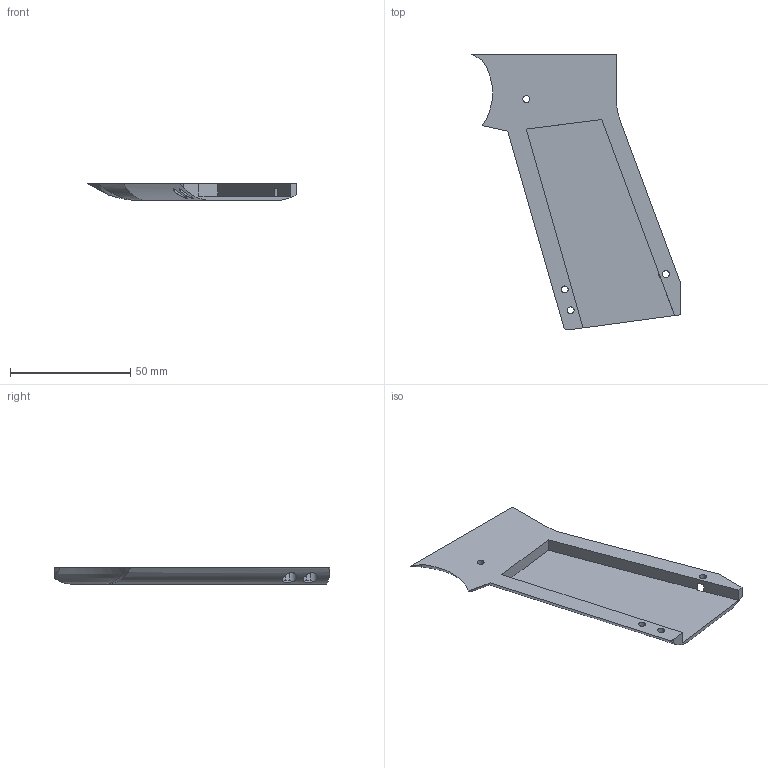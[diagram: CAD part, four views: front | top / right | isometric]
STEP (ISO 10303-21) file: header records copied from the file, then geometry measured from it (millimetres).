
FILE_DESCRIPTION(/* description */ (''),/* implementation_level */ '2;1');
FILE_NAME(/* name */ 'shirdalgripscaleleft v10.step',/* time_stamp */ '2022-11-20T14:57:37-05:00',/* author */ (''),/* organization */ (''),/* preprocessor_version */ 'ST-DEVELOPER v19.2',/* originating_system */ 'Autodesk Translation Framework v11.17.0.187',/* authorisation */ '');
FILE_SCHEMA (('AUTOMOTIVE_DESIGN { 1 0 10303 214 3 1 1 }'));
Length unit declared in the file: millimetre
Products named in the file (1): shirdalgripscaleleft
Bounding box: 86.68 x 114.55 x 7 mm (x, y, z)
Volume: 17684.1 mm3; surface area: 13774.6 mm2
Topology: 1 solids, 1 shells, 37 faces, 110 edges, 73 vertices
Faces by surface type: plane 16, cylinder 16, torus 4, bspline 1
Full cylindrical faces by diameter (mm): 2.9 x4, 6 x3
Entity records: 1573 total; most frequent: CARTESIAN_POINT 491, ORIENTED_EDGE 220, DIRECTION 209, EDGE_CURVE 110, AXIS2_PLACEMENT_3D 77, VERTEX_POINT 73, LINE 55, VECTOR 55
